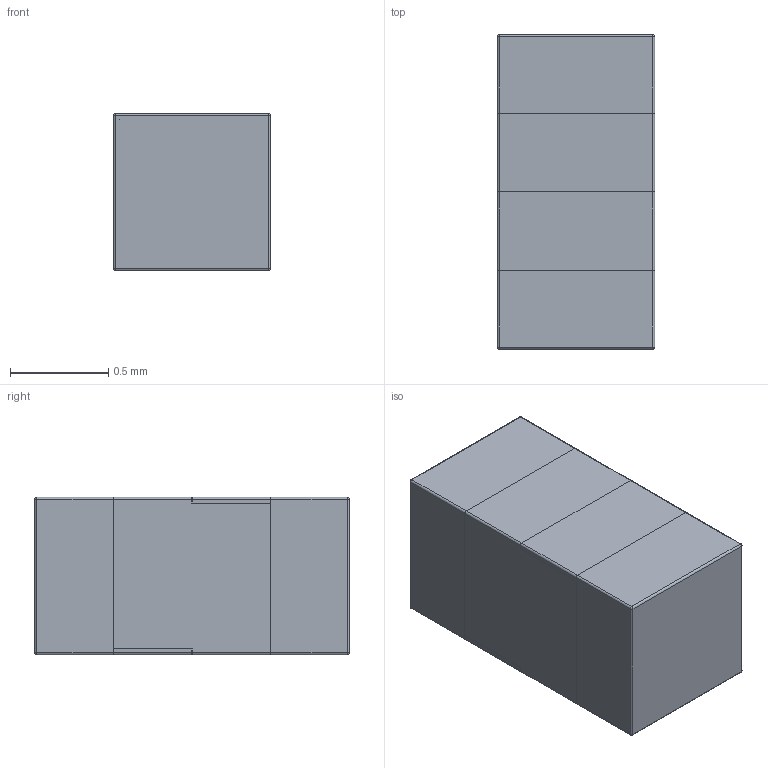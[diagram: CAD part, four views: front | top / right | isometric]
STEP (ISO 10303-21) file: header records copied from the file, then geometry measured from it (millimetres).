
FILE_DESCRIPTION(/* description */ ('Unknown'),/* implementation_level */ '2;1');
FILE_NAME(/* name */ '7447860xxx _0603',/* time_stamp */ '2019-10-23T10:10:19+02:00',/* author */ ('Unknown'),/* organization */ ('Unknown'),/* preprocessor_version */ 'ST-DEVELOPER v16.7',/* originating_system */ 'DEX',/* authorisation */ $);
FILE_SCHEMA (('AUTOMOTIVE_DESIGN {1 0 10303 214 3 1 1}'));
Length unit declared in the file: millimetre
Products named in the file (6): 7447860xxx _0603; ceramic; Pad; Pad_mir; Pad_mir1; Marking
Assembly tree (6 placements, depth 2):
  7447860xxx _0603
    ceramic
    Pad
    Pad_mir
    Pad_mir1
    Marking  x2
Bounding box: 0.8 x 1.6 x 0.8 mm (x, y, z)
Surface area: 12.8 mm2
Topology: 6 solids, 6 shells, 84 faces, 192 edges, 108 vertices
Faces by surface type: plane 40, cylinder 32, sphere 12
Entity records: 2181 total; most frequent: DIRECTION 388, CARTESIAN_POINT 341, ORIENTED_EDGE 324, EDGE_CURVE 162, AXIS2_PLACEMENT_3D 143, LINE 102, VECTOR 102, VERTEX_POINT 96
